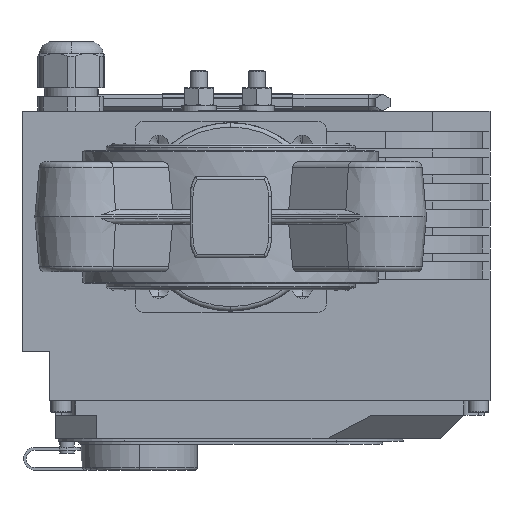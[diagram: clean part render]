
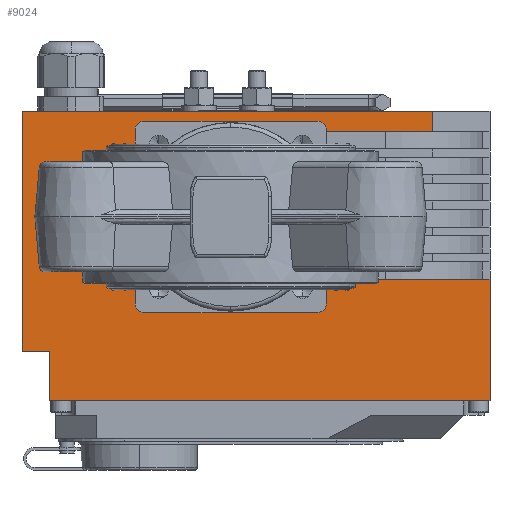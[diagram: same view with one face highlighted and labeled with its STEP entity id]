
A CAD part, front view. The second image highlights one B-rep face of the part: STEP entity #9024.
In plain terms, the highlighted planar face has unit normal (0, -1, 0).
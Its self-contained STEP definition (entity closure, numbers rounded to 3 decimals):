
#72 = VERTEX_POINT ( 'NONE', #24752 ) ;
#155 = CARTESIAN_POINT ( 'NONE',  ( 33., 146., -30. ) ) ;
#523 = VERTEX_POINT ( 'NONE', #30059 ) ;
#1306 = CIRCLE ( 'NONE', #17548, 3. ) ;
#1404 = CARTESIAN_POINT ( 'NONE',  ( -30., 146., 33. ) ) ;
#1430 = VERTEX_POINT ( 'NONE', #20074 ) ;
#2483 = CARTESIAN_POINT ( 'NONE',  ( -72., 146., 36.5 ) ) ;
#2526 = EDGE_CURVE ( 'NONE', #21848, #22597, #22579, .T. ) ;
#2792 = CARTESIAN_POINT ( 'NONE',  ( -30., 146., 30. ) ) ;
#2944 = VERTEX_POINT ( 'NONE', #23919 ) ;
#3225 = VECTOR ( 'NONE', #24363, 1000. ) ;
#3444 = ORIENTED_EDGE ( 'NONE', *, *, #24484, .F. ) ;
#3671 = VERTEX_POINT ( 'NONE', #17987 ) ;
#3894 = VECTOR ( 'NONE', #18099, 1000. ) ;
#4263 = ORIENTED_EDGE ( 'NONE', *, *, #17384, .F. ) ;
#4514 = VECTOR ( 'NONE', #26891, 1000. ) ;
#4619 = AXIS2_PLACEMENT_3D ( 'NONE', #2483, #26199, #12163 ) ;
#4692 = CARTESIAN_POINT ( 'NONE',  ( 33., 146., 30. ) ) ;
#4833 = DIRECTION ( 'NONE',  ( 1., 0., 0. ) ) ;
#4985 = CIRCLE ( 'NONE', #22319, 3. ) ;
#5018 = VECTOR ( 'NONE', #24666, 1000. ) ;
#5339 = CARTESIAN_POINT ( 'NONE',  ( -30., 146., -30. ) ) ;
#5453 = AXIS2_PLACEMENT_3D ( 'NONE', #5339, #12522, #24487 ) ;
#5696 = VERTEX_POINT ( 'NONE', #7991 ) ;
#5804 = ORIENTED_EDGE ( 'NONE', *, *, #20222, .F. ) ;
#5843 = VERTEX_POINT ( 'NONE', #8393 ) ;
#6046 = VECTOR ( 'NONE', #12179, 1000. ) ;
#6528 = EDGE_CURVE ( 'NONE', #3671, #5696, #1306, .T. ) ;
#6656 = CARTESIAN_POINT ( 'NONE',  ( 33., 146., -21.5 ) ) ;
#6715 = EDGE_CURVE ( 'NONE', #2944, #10207, #12476, .T. ) ;
#6999 = CARTESIAN_POINT ( 'NONE',  ( 89.5, 146., -21.5 ) ) ;
#7003 = CARTESIAN_POINT ( 'NONE',  ( -72., 146., -21.5 ) ) ;
#7600 = CARTESIAN_POINT ( 'NONE',  ( -72., 146., -46.5 ) ) ;
#7795 = CARTESIAN_POINT ( 'NONE',  ( 69.8, 146., 29.5 ) ) ;
#7812 = EDGE_CURVE ( 'NONE', #23144, #14108, #27040, .T. ) ;
#7918 = CARTESIAN_POINT ( 'NONE',  ( -33., 146., 30. ) ) ;
#7986 = DIRECTION ( 'NONE',  ( 0., -1., 0. ) ) ;
#7991 = CARTESIAN_POINT ( 'NONE',  ( -33., 146., 30. ) ) ;
#8050 = DIRECTION ( 'NONE',  ( 0., 0., 1. ) ) ;
#8215 = EDGE_CURVE ( 'NONE', #1430, #523, #26642, .T. ) ;
#8393 = CARTESIAN_POINT ( 'NONE',  ( -33., 146., -30. ) ) ;
#8720 = CARTESIAN_POINT ( 'NONE',  ( 89.5, 146., 36.5 ) ) ;
#9024 = ADVANCED_FACE ( 'NONE', ( #16063 ), #26101, .F. ) ;
#9121 = LINE ( 'NONE', #8720, #16982 ) ;
#9357 = EDGE_CURVE ( 'NONE', #523, #30988, #24380, .T. ) ;
#9391 = DIRECTION ( 'NONE',  ( 1., 0., 0. ) ) ;
#9483 = VECTOR ( 'NONE', #13373, 1000. ) ;
#9609 = CARTESIAN_POINT ( 'NONE',  ( -30., 146., -33. ) ) ;
#10207 = VERTEX_POINT ( 'NONE', #24276 ) ;
#10232 = EDGE_CURVE ( 'NONE', #21458, #72, #24581, .T. ) ;
#10323 = EDGE_CURVE ( 'NONE', #5696, #5843, #14331, .T. ) ;
#10439 = CARTESIAN_POINT ( 'NONE',  ( 89.5, 146., -63.5 ) ) ;
#10471 = CARTESIAN_POINT ( 'NONE',  ( 30., 146., 30. ) ) ;
#10863 = EDGE_CURVE ( 'NONE', #14108, #21848, #4985, .T. ) ;
#10870 = EDGE_LOOP ( 'NONE', ( #3444, #4263, #5804, #14829, #13269, #27934, #12787, #11058, #13359, #24878, #18074, #11160, #10934, #16422, #23197, #13770, #13411, #25558 ) ) ;
#10929 = DIRECTION ( 'NONE',  ( 0., 0., -1. ) ) ;
#10934 = ORIENTED_EDGE ( 'NONE', *, *, #17801, .T. ) ;
#11058 = ORIENTED_EDGE ( 'NONE', *, *, #10323, .F. ) ;
#11160 = ORIENTED_EDGE ( 'NONE', *, *, #8215, .F. ) ;
#11310 = LINE ( 'NONE', #1404, #3894 ) ;
#11404 = LINE ( 'NONE', #7003, #23073 ) ;
#11521 = DIRECTION ( 'NONE',  ( 1., 0., 0. ) ) ;
#12163 = DIRECTION ( 'NONE',  ( -1., 0., 0. ) ) ;
#12179 = DIRECTION ( 'NONE',  ( 0., 0., 1. ) ) ;
#12215 = VECTOR ( 'NONE', #23910, 1000. ) ;
#12476 = LINE ( 'NONE', #23200, #30076 ) ;
#12522 = DIRECTION ( 'NONE',  ( 0., -1., 0. ) ) ;
#12766 = VECTOR ( 'NONE', #19461, 1000. ) ;
#12780 = VECTOR ( 'NONE', #4833, 1000. ) ;
#12787 = ORIENTED_EDGE ( 'NONE', *, *, #18024, .F. ) ;
#12989 = CARTESIAN_POINT ( 'NONE',  ( 30., 146., -30. ) ) ;
#13269 = ORIENTED_EDGE ( 'NONE', *, *, #10863, .F. ) ;
#13359 = ORIENTED_EDGE ( 'NONE', *, *, #6528, .F. ) ;
#13373 = DIRECTION ( 'NONE',  ( 1., 0., 0. ) ) ;
#13411 = ORIENTED_EDGE ( 'NONE', *, *, #19625, .T. ) ;
#13507 = CARTESIAN_POINT ( 'NONE',  ( -30., 146., -33. ) ) ;
#13770 = ORIENTED_EDGE ( 'NONE', *, *, #26188, .T. ) ;
#14108 = VERTEX_POINT ( 'NONE', #14173 ) ;
#14173 = CARTESIAN_POINT ( 'NONE',  ( 30., 146., -33. ) ) ;
#14331 = LINE ( 'NONE', #7918, #5018 ) ;
#14829 = ORIENTED_EDGE ( 'NONE', *, *, #2526, .F. ) ;
#14912 = VERTEX_POINT ( 'NONE', #22428 ) ;
#15284 = DIRECTION ( 'NONE',  ( 1., 0., 0. ) ) ;
#15481 = DIRECTION ( 'NONE',  ( 0., -1., 0. ) ) ;
#16063 = FACE_OUTER_BOUND ( 'NONE', #10870, .T. ) ;
#16422 = ORIENTED_EDGE ( 'NONE', *, *, #10232, .T. ) ;
#16982 = VECTOR ( 'NONE', #27884, 1000. ) ;
#17384 = EDGE_CURVE ( 'NONE', #22346, #14912, #9121, .T. ) ;
#17548 = AXIS2_PLACEMENT_3D ( 'NONE', #2792, #24429, #29120 ) ;
#17797 = CARTESIAN_POINT ( 'NONE',  ( -72., 146., 29.5 ) ) ;
#17801 = EDGE_CURVE ( 'NONE', #1430, #21458, #28587, .T. ) ;
#17987 = CARTESIAN_POINT ( 'NONE',  ( -30., 146., 33. ) ) ;
#18006 = DIRECTION ( 'NONE',  ( 1., 0., 0. ) ) ;
#18024 = EDGE_CURVE ( 'NONE', #5843, #23144, #25588, .T. ) ;
#18074 = ORIENTED_EDGE ( 'NONE', *, *, #9357, .F. ) ;
#18099 = DIRECTION ( 'NONE',  ( -1., 0., 0. ) ) ;
#19217 = CARTESIAN_POINT ( 'NONE',  ( 69.8, 146., -49.36 ) ) ;
#19461 = DIRECTION ( 'NONE',  ( 1., 0., 0. ) ) ;
#19567 = VECTOR ( 'NONE', #8050, 1000. ) ;
#19625 = EDGE_CURVE ( 'NONE', #22836, #2944, #21603, .T. ) ;
#19867 = CARTESIAN_POINT ( 'NONE',  ( 33., 146., 30. ) ) ;
#20074 = CARTESIAN_POINT ( 'NONE',  ( 33., 146., 29.5 ) ) ;
#20222 = EDGE_CURVE ( 'NONE', #22597, #22346, #11404, .T. ) ;
#21458 = VERTEX_POINT ( 'NONE', #7795 ) ;
#21603 = LINE ( 'NONE', #23387, #27200 ) ;
#21848 = VERTEX_POINT ( 'NONE', #155 ) ;
#22039 = EDGE_CURVE ( 'NONE', #30988, #3671, #11310, .T. ) ;
#22319 = AXIS2_PLACEMENT_3D ( 'NONE', #12989, #7986, #15284 ) ;
#22346 = VERTEX_POINT ( 'NONE', #6999 ) ;
#22350 = LINE ( 'NONE', #26202, #12215 ) ;
#22428 = CARTESIAN_POINT ( 'NONE',  ( 89.5, 146., -63.5 ) ) ;
#22579 = LINE ( 'NONE', #19867, #19567 ) ;
#22597 = VERTEX_POINT ( 'NONE', #6656 ) ;
#22836 = VERTEX_POINT ( 'NONE', #7600 ) ;
#23073 = VECTOR ( 'NONE', #9391, 1000. ) ;
#23144 = VERTEX_POINT ( 'NONE', #13507 ) ;
#23197 = ORIENTED_EDGE ( 'NONE', *, *, #23822, .F. ) ;
#23200 = CARTESIAN_POINT ( 'NONE',  ( -62.5, 146., -27.5 ) ) ;
#23278 = LINE ( 'NONE', #24148, #12766 ) ;
#23387 = CARTESIAN_POINT ( 'NONE',  ( -72., 146., -46.5 ) ) ;
#23822 = EDGE_CURVE ( 'NONE', #25809, #72, #23278, .T. ) ;
#23910 = DIRECTION ( 'NONE',  ( 0., 0., -1. ) ) ;
#23919 = CARTESIAN_POINT ( 'NONE',  ( -62.5, 146., -46.5 ) ) ;
#24148 = CARTESIAN_POINT ( 'NONE',  ( -72., 146., 36.5 ) ) ;
#24276 = CARTESIAN_POINT ( 'NONE',  ( -62.5, 146., -63.5 ) ) ;
#24363 = DIRECTION ( 'NONE',  ( 0., 0., 1. ) ) ;
#24380 = CIRCLE ( 'NONE', #27289, 3. ) ;
#24429 = DIRECTION ( 'NONE',  ( 0., -1., 0. ) ) ;
#24484 = EDGE_CURVE ( 'NONE', #14912, #10207, #28457, .T. ) ;
#24487 = DIRECTION ( 'NONE',  ( -1., 0., 0. ) ) ;
#24581 = LINE ( 'NONE', #19217, #3225 ) ;
#24666 = DIRECTION ( 'NONE',  ( 0., 0., -1. ) ) ;
#24752 = CARTESIAN_POINT ( 'NONE',  ( 69.8, 146., 36.5 ) ) ;
#24878 = ORIENTED_EDGE ( 'NONE', *, *, #22039, .F. ) ;
#25558 = ORIENTED_EDGE ( 'NONE', *, *, #6715, .T. ) ;
#25588 = CIRCLE ( 'NONE', #5453, 3. ) ;
#25809 = VERTEX_POINT ( 'NONE', #27000 ) ;
#26101 = PLANE ( 'NONE',  #4619 ) ;
#26160 = CARTESIAN_POINT ( 'NONE',  ( 30., 146., 33. ) ) ;
#26188 = EDGE_CURVE ( 'NONE', #25809, #22836, #22350, .T. ) ;
#26199 = DIRECTION ( 'NONE',  ( 0., 1., 0. ) ) ;
#26202 = CARTESIAN_POINT ( 'NONE',  ( -72., 146., 36.5 ) ) ;
#26642 = LINE ( 'NONE', #4692, #6046 ) ;
#26891 = DIRECTION ( 'NONE',  ( -1., 0., 0. ) ) ;
#27000 = CARTESIAN_POINT ( 'NONE',  ( -72., 146., 36.5 ) ) ;
#27040 = LINE ( 'NONE', #9609, #12780 ) ;
#27200 = VECTOR ( 'NONE', #11521, 1000. ) ;
#27289 = AXIS2_PLACEMENT_3D ( 'NONE', #10471, #15481, #18006 ) ;
#27884 = DIRECTION ( 'NONE',  ( 0., 0., -1. ) ) ;
#27934 = ORIENTED_EDGE ( 'NONE', *, *, #7812, .F. ) ;
#28457 = LINE ( 'NONE', #10439, #4514 ) ;
#28587 = LINE ( 'NONE', #17797, #9483 ) ;
#29120 = DIRECTION ( 'NONE',  ( -1., 0., 0. ) ) ;
#30059 = CARTESIAN_POINT ( 'NONE',  ( 33., 146., 30. ) ) ;
#30076 = VECTOR ( 'NONE', #10929, 1000. ) ;
#30988 = VERTEX_POINT ( 'NONE', #26160 ) ;
